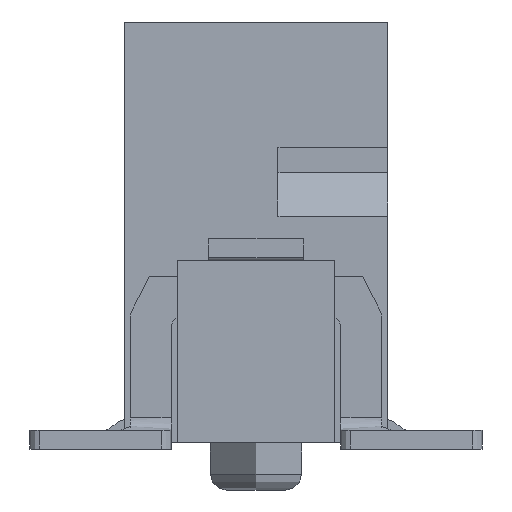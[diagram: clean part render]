
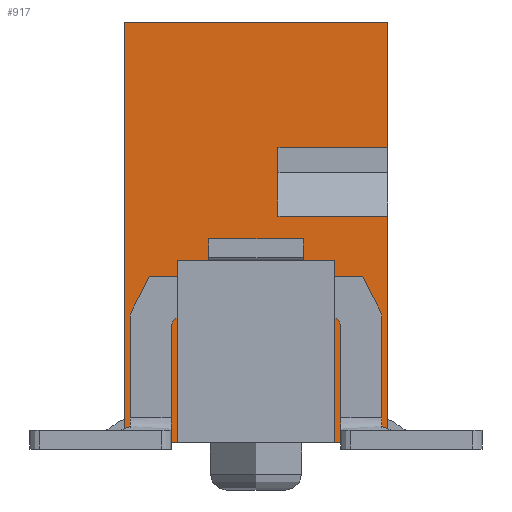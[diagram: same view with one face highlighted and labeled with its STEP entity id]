
A CAD part, left-side view. The second image highlights one B-rep face of the part: STEP entity #917.
In plain terms, the highlighted planar face has unit normal (-1, 0, 0).
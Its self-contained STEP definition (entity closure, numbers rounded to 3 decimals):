
#141=CARTESIAN_POINT('',(-9.034,-1.699,3.61));
#142=VERTEX_POINT('',#141);
#159=CARTESIAN_POINT('',(-9.034,0.051,3.61));
#160=VERTEX_POINT('',#159);
#167=CARTESIAN_POINT('',(-9.034,0.051,3.61));
#168=DIRECTION('',(0.,-1.,0.));
#169=VECTOR('',#168,1.75);
#170=LINE('',#167,#169);
#171=EDGE_CURVE('',#160,#142,#170,.T.);
#181=CARTESIAN_POINT('',(-9.034,0.051,4.7));
#182=VERTEX_POINT('',#181);
#183=CARTESIAN_POINT('',(-9.034,0.051,4.7));
#184=DIRECTION('',(0.,0.,-1.));
#185=VECTOR('',#184,1.09);
#186=LINE('',#183,#185);
#187=EDGE_CURVE('',#182,#160,#186,.T.);
#214=CARTESIAN_POINT('',(-9.034,-1.699,4.7));
#215=VERTEX_POINT('',#214);
#222=CARTESIAN_POINT('',(-9.034,-1.699,4.7));
#223=DIRECTION('',(0.,1.,0.));
#224=VECTOR('',#223,1.75);
#225=LINE('',#222,#224);
#226=EDGE_CURVE('',#215,#182,#225,.T.);
#404=CARTESIAN_POINT('',(-9.034,1.101,1.));
#405=VERTEX_POINT('',#404);
#412=CARTESIAN_POINT('',(-9.034,1.151,1.));
#413=VERTEX_POINT('',#412);
#414=CARTESIAN_POINT('',(-9.034,1.101,1.));
#415=DIRECTION('',(0.,1.,0.));
#416=VECTOR('',#415,0.05);
#417=LINE('',#414,#416);
#418=EDGE_CURVE('',#405,#413,#417,.T.);
#434=CARTESIAN_POINT('',(-9.034,-0.349,1.));
#435=VERTEX_POINT('',#434);
#436=CARTESIAN_POINT('',(-9.034,-0.299,1.));
#437=VERTEX_POINT('',#436);
#438=CARTESIAN_POINT('',(-9.034,-0.349,1.));
#439=DIRECTION('',(0.,1.,0.));
#440=VECTOR('',#439,0.05);
#441=LINE('',#438,#440);
#442=EDGE_CURVE('',#435,#437,#441,.T.);
#506=CARTESIAN_POINT('',(-9.034,1.651,0.));
#507=VERTEX_POINT('',#506);
#525=CARTESIAN_POINT('',(-9.034,1.651,1.75));
#526=VERTEX_POINT('',#525);
#533=CARTESIAN_POINT('',(-9.034,1.651,1.75));
#534=DIRECTION('',(0.,0.,-1.));
#535=VECTOR('',#534,1.75);
#536=LINE('',#533,#535);
#537=EDGE_CURVE('',#526,#507,#536,.T.);
#547=CARTESIAN_POINT('',(-9.034,-0.849,0.));
#548=VERTEX_POINT('',#547);
#549=CARTESIAN_POINT('',(-9.034,-0.849,1.75));
#550=VERTEX_POINT('',#549);
#551=CARTESIAN_POINT('',(-9.034,-0.849,0.));
#552=DIRECTION('',(0.,0.,1.));
#553=VECTOR('',#552,1.75);
#554=LINE('',#551,#553);
#555=EDGE_CURVE('',#548,#550,#554,.T.);
#588=CARTESIAN_POINT('',(-9.034,1.301,1.9));
#589=VERTEX_POINT('',#588);
#590=CARTESIAN_POINT('',(-9.034,1.501,1.9));
#591=VERTEX_POINT('',#590);
#592=CARTESIAN_POINT('',(-9.034,1.301,1.9));
#593=DIRECTION('',(0.,1.,0.));
#594=VECTOR('',#593,0.2);
#595=LINE('',#592,#594);
#596=EDGE_CURVE('',#589,#591,#595,.T.);
#628=CARTESIAN_POINT('',(-9.034,-0.699,1.9));
#629=VERTEX_POINT('',#628);
#630=CARTESIAN_POINT('',(-9.034,-0.499,1.9));
#631=VERTEX_POINT('',#630);
#632=CARTESIAN_POINT('',(-9.034,-0.699,1.9));
#633=DIRECTION('',(0.,1.,0.));
#634=VECTOR('',#633,0.2);
#635=LINE('',#632,#634);
#636=EDGE_CURVE('',#629,#631,#635,.T.);
#669=CARTESIAN_POINT('',(-9.034,1.151,1.75));
#670=VERTEX_POINT('',#669);
#671=CARTESIAN_POINT('',(-9.034,1.151,1.));
#672=DIRECTION('',(0.,0.,1.));
#673=VECTOR('',#672,0.75);
#674=LINE('',#671,#673);
#675=EDGE_CURVE('',#413,#670,#674,.T.);
#707=CARTESIAN_POINT('',(-9.034,-0.349,1.75));
#708=VERTEX_POINT('',#707);
#715=CARTESIAN_POINT('',(-9.034,-0.349,1.75));
#716=DIRECTION('',(0.,0.,-1.));
#717=VECTOR('',#716,0.75);
#718=LINE('',#715,#717);
#719=EDGE_CURVE('',#708,#435,#718,.T.);
#731=CARTESIAN_POINT('',(-9.034,-0.849,1.75));
#732=DIRECTION('',(0.,0.707,0.707));
#733=VECTOR('',#732,0.212);
#734=LINE('',#731,#733);
#735=EDGE_CURVE('',#550,#629,#734,.T.);
#759=CARTESIAN_POINT('',(-9.034,-0.499,1.9));
#760=DIRECTION('',(0.,0.707,-0.707));
#761=VECTOR('',#760,0.212);
#762=LINE('',#759,#761);
#763=EDGE_CURVE('',#631,#708,#762,.T.);
#775=CARTESIAN_POINT('',(-9.034,1.151,1.75));
#776=DIRECTION('',(0.,0.707,0.707));
#777=VECTOR('',#776,0.212);
#778=LINE('',#775,#777);
#779=EDGE_CURVE('',#670,#589,#778,.T.);
#803=CARTESIAN_POINT('',(-9.034,1.501,1.9));
#804=DIRECTION('',(0.,0.707,-0.707));
#805=VECTOR('',#804,0.212);
#806=LINE('',#803,#805);
#807=EDGE_CURVE('',#591,#526,#806,.T.);
#813=CARTESIAN_POINT('',(-9.034,0.401,3.35));
#814=DIRECTION('',(0.,-1.,0.));
#815=DIRECTION('',(-1.,0.,0.));
#816=AXIS2_PLACEMENT_3D('',#813,#815,#814);
#817=PLANE('',#816);
#818=ORIENTED_EDGE('',*,*,#442,.F.);
#819=ORIENTED_EDGE('',*,*,#719,.F.);
#820=ORIENTED_EDGE('',*,*,#763,.F.);
#821=ORIENTED_EDGE('',*,*,#636,.F.);
#822=ORIENTED_EDGE('',*,*,#735,.F.);
#823=ORIENTED_EDGE('',*,*,#555,.F.);
#824=CARTESIAN_POINT('',(-9.034,-1.699,0.));
#825=VERTEX_POINT('',#824);
#826=CARTESIAN_POINT('',(-9.034,-0.849,0.));
#827=DIRECTION('',(0.,-1.,0.));
#828=VECTOR('',#827,0.85);
#829=LINE('',#826,#828);
#830=EDGE_CURVE('',#548,#825,#829,.T.);
#831=ORIENTED_EDGE('',*,*,#830,.T.);
#832=CARTESIAN_POINT('',(-9.034,-1.699,0.));
#833=DIRECTION('',(0.,0.,1.));
#834=VECTOR('',#833,3.61);
#835=LINE('',#832,#834);
#836=EDGE_CURVE('',#825,#142,#835,.T.);
#837=ORIENTED_EDGE('',*,*,#836,.T.);
#838=ORIENTED_EDGE('',*,*,#171,.F.);
#839=ORIENTED_EDGE('',*,*,#187,.F.);
#840=ORIENTED_EDGE('',*,*,#226,.F.);
#841=CARTESIAN_POINT('',(-9.034,-1.699,6.7));
#842=VERTEX_POINT('',#841);
#843=CARTESIAN_POINT('',(-9.034,-1.699,4.7));
#844=DIRECTION('',(0.,0.,1.));
#845=VECTOR('',#844,2.);
#846=LINE('',#843,#845);
#847=EDGE_CURVE('',#215,#842,#846,.T.);
#848=ORIENTED_EDGE('',*,*,#847,.T.);
#849=CARTESIAN_POINT('',(-9.034,2.501,6.7));
#850=VERTEX_POINT('',#849);
#851=CARTESIAN_POINT('',(-9.034,-1.699,6.7));
#852=DIRECTION('',(0.,1.,0.));
#853=VECTOR('',#852,4.2);
#854=LINE('',#851,#853);
#855=EDGE_CURVE('',#842,#850,#854,.T.);
#856=ORIENTED_EDGE('',*,*,#855,.T.);
#857=CARTESIAN_POINT('',(-9.034,2.501,0.));
#858=VERTEX_POINT('',#857);
#859=CARTESIAN_POINT('',(-9.034,2.501,6.7));
#860=DIRECTION('',(0.,0.,-1.));
#861=VECTOR('',#860,6.7);
#862=LINE('',#859,#861);
#863=EDGE_CURVE('',#850,#858,#862,.T.);
#864=ORIENTED_EDGE('',*,*,#863,.T.);
#865=CARTESIAN_POINT('',(-9.034,2.501,0.));
#866=DIRECTION('',(0.,-1.,0.));
#867=VECTOR('',#866,0.85);
#868=LINE('',#865,#867);
#869=EDGE_CURVE('',#858,#507,#868,.T.);
#870=ORIENTED_EDGE('',*,*,#869,.T.);
#871=ORIENTED_EDGE('',*,*,#537,.F.);
#872=ORIENTED_EDGE('',*,*,#807,.F.);
#873=ORIENTED_EDGE('',*,*,#596,.F.);
#874=ORIENTED_EDGE('',*,*,#779,.F.);
#875=ORIENTED_EDGE('',*,*,#675,.F.);
#876=ORIENTED_EDGE('',*,*,#418,.F.);
#877=CARTESIAN_POINT('',(-9.034,1.098,0.1));
#878=VERTEX_POINT('',#877);
#879=CARTESIAN_POINT('',(-9.034,1.101,1.));
#880=DIRECTION('',(0.,-0.003,-1.));
#881=VECTOR('',#880,0.9);
#882=LINE('',#879,#881);
#883=EDGE_CURVE('',#405,#878,#882,.T.);
#884=ORIENTED_EDGE('',*,*,#883,.T.);
#885=CARTESIAN_POINT('',(-9.034,1.095,0.75));
#886=VERTEX_POINT('',#885);
#887=CARTESIAN_POINT('',(-9.034,1.098,0.1));
#888=DIRECTION('',(0.,-0.005,1.));
#889=VECTOR('',#888,0.65);
#890=LINE('',#887,#889);
#891=EDGE_CURVE('',#878,#886,#890,.T.);
#892=ORIENTED_EDGE('',*,*,#891,.T.);
#893=CARTESIAN_POINT('',(-9.034,-0.292,0.75));
#894=VERTEX_POINT('',#893);
#895=CARTESIAN_POINT('',(-9.034,1.095,0.75));
#896=DIRECTION('',(0.,-1.,0.));
#897=VECTOR('',#896,1.388);
#898=LINE('',#895,#897);
#899=EDGE_CURVE('',#886,#894,#898,.T.);
#900=ORIENTED_EDGE('',*,*,#899,.T.);
#901=CARTESIAN_POINT('',(-9.034,-0.296,0.1));
#902=VERTEX_POINT('',#901);
#903=CARTESIAN_POINT('',(-9.034,-0.292,0.75));
#904=DIRECTION('',(0.,-0.005,-1.));
#905=VECTOR('',#904,0.65);
#906=LINE('',#903,#905);
#907=EDGE_CURVE('',#894,#902,#906,.T.);
#908=ORIENTED_EDGE('',*,*,#907,.T.);
#909=CARTESIAN_POINT('',(-9.034,-0.296,0.1));
#910=DIRECTION('',(0.,-0.003,1.));
#911=VECTOR('',#910,0.9);
#912=LINE('',#909,#911);
#913=EDGE_CURVE('',#902,#437,#912,.T.);
#914=ORIENTED_EDGE('',*,*,#913,.T.);
#915=EDGE_LOOP('',(#818,#819,#820,#821,#822,#823,#831,#837,#838,#839,#840,#848,#856,#864,#870,#871,#872,#873,#874,#875,#876,#884,#892,#900,#908,#914));
#916=FACE_OUTER_BOUND('',#915,.T.);
#917=ADVANCED_FACE('',(#916),#817,.T.);
